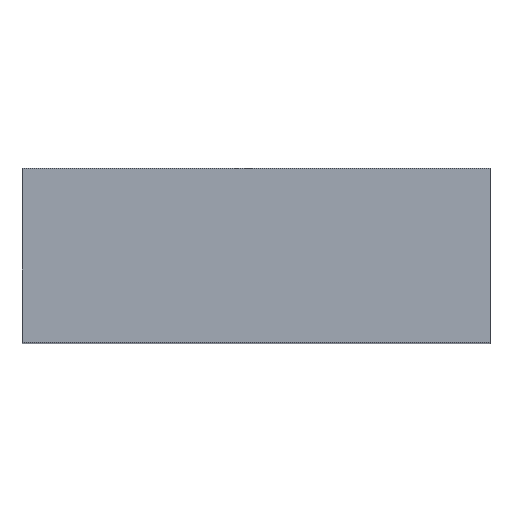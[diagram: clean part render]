
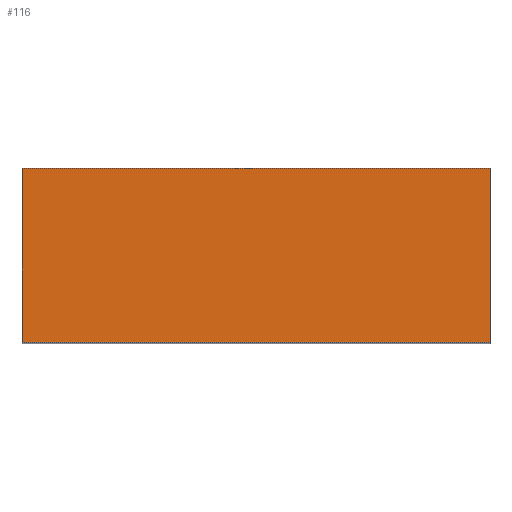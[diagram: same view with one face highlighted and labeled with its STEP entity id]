
A CAD part, top view. The second image highlights one B-rep face of the part: STEP entity #116.
In plain terms, the highlighted planar face has unit normal (0, 0, 1).
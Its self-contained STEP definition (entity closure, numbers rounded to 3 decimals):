
#116=ADVANCED_FACE('',(#301),#303,.T.);
#301=FACE_BOUND('',#302,.T.);
#302=EDGE_LOOP('',(#441,#442,#443,#444));
#303=PLANE('',#304);
#304=AXIS2_PLACEMENT_3D('',#305,#306,#307);
#305=CARTESIAN_POINT('',(-3.9,0.,5.525));
#306=DIRECTION('',(0.,0.,1.));
#307=DIRECTION('',(1.,0.,0.));
#441=ORIENTED_EDGE('',*,*,#492,.T.);
#442=ORIENTED_EDGE('',*,*,#500,.T.);
#443=ORIENTED_EDGE('',*,*,#497,.F.);
#444=ORIENTED_EDGE('',*,*,#495,.F.);
#492=EDGE_CURVE('',#583,#581,#584,.T.);
#495=EDGE_CURVE('',#583,#588,#589,.T.);
#497=EDGE_CURVE('',#588,#591,#592,.T.);
#500=EDGE_CURVE('',#581,#591,#596,.T.);
#581=VERTEX_POINT('',#757);
#583=VERTEX_POINT('',#761);
#584=LINE('',#762,#763);
#588=VERTEX_POINT('',#773);
#589=LINE('',#774,#775);
#591=VERTEX_POINT('',#780);
#592=LINE('',#781,#782);
#596=LINE('',#792,#793);
#757=CARTESIAN_POINT('',(3.9,0.,5.525));
#761=CARTESIAN_POINT('',(-3.9,0.,5.525));
#762=CARTESIAN_POINT('',(-3.9,0.,5.525));
#763=VECTOR('',#764,1.);
#764=DIRECTION('',(1.,0.,0.));
#773=CARTESIAN_POINT('',(-3.9,2.9,5.525));
#774=CARTESIAN_POINT('',(-3.9,0.,5.525));
#775=VECTOR('',#776,1.);
#776=DIRECTION('',(0.,1.,0.));
#780=CARTESIAN_POINT('',(3.9,2.9,5.525));
#781=CARTESIAN_POINT('',(-3.9,2.9,5.525));
#782=VECTOR('',#783,1.);
#783=DIRECTION('',(1.,0.,0.));
#792=CARTESIAN_POINT('',(3.9,0.,5.525));
#793=VECTOR('',#794,1.);
#794=DIRECTION('',(0.,1.,0.));
